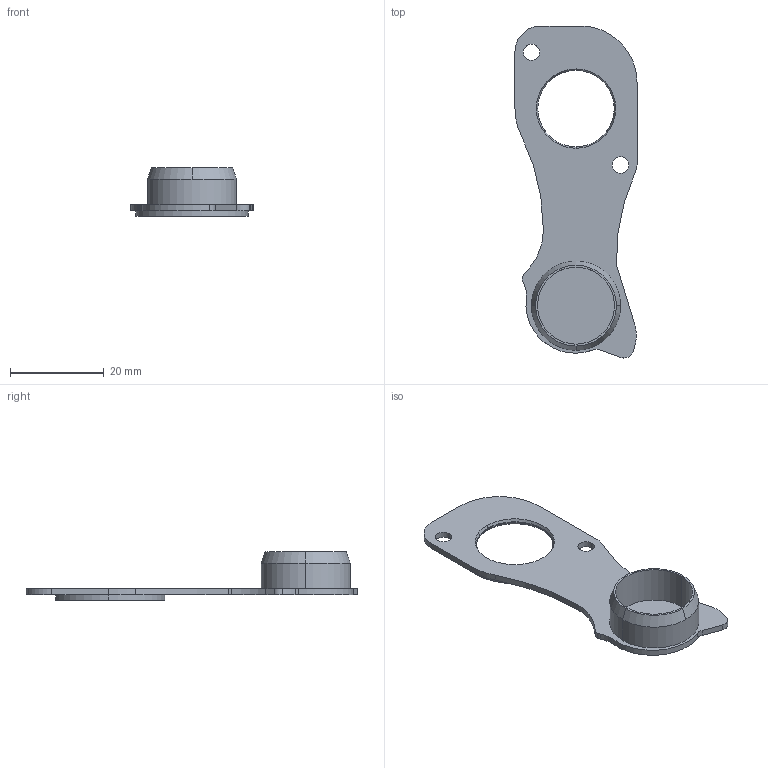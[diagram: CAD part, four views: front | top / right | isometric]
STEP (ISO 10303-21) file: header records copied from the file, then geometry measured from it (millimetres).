
FILE_DESCRIPTION (( 'STEP AP214' ), '1' );
FILE_NAME ('NE8FDH-C5E-TOP_Rubber.STEP', '2021-10-19T16:10:44', ( '' ), ( '' ), 'SwSTEP 2.0', 'SolidWorks 2020', '' );
FILE_SCHEMA (( 'AUTOMOTIVE_DESIGN' ));
Length unit declared in the file: millimetre
Products named in the file (1): NE8FDH-C5E-TOP_Rubber
Bounding box: 26 x 70.74 x 10.4 mm (x, y, z)
Volume: 2186 mm3; surface area: 3800.5 mm2
Topology: 1 solids, 1 shells, 54 faces, 141 edges, 92 vertices
Faces by surface type: cylinder 33, plane 12, torus 4, cone 3, bspline 2
Entity records: 2363 total; most frequent: DIRECTION 331, CARTESIAN_POINT 318, ORIENTED_EDGE 282, EDGE_CURVE 141, AXIS2_PLACEMENT_3D 137, VERTEX_POINT 92, CIRCLE 84, EDGE_LOOP 63
